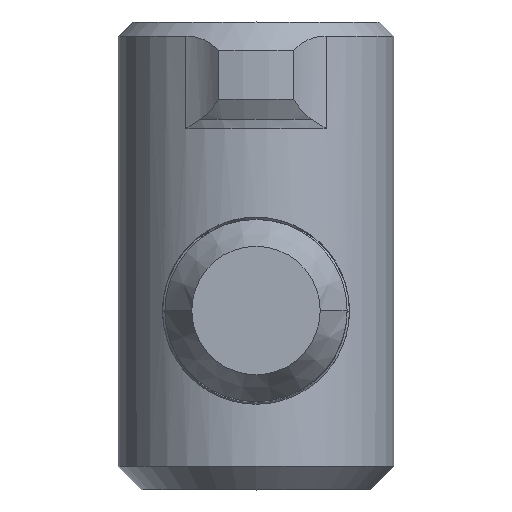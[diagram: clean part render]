
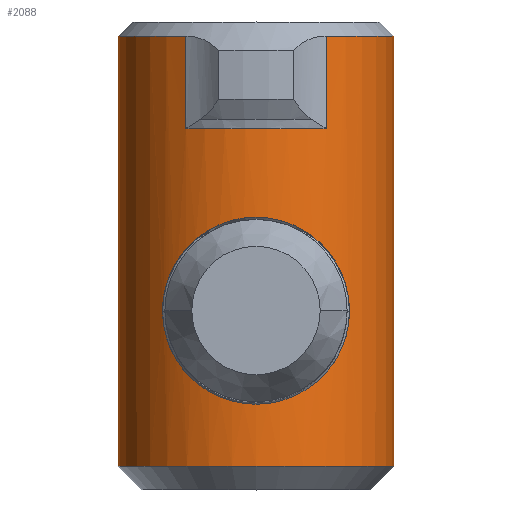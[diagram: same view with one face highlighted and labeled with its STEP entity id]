
A CAD part, top view. The second image highlights one B-rep face of the part: STEP entity #2088.
In plain terms, the highlighted cylindrical face has radius 5.9 mm (diameter 11.8 mm), a partial arc.
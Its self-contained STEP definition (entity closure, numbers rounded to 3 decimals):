
#1145=CARTESIAN_POINT('',(5.9,-6.65,15.));
#1146=VERTEX_POINT('',#1145);
#1147=CARTESIAN_POINT('',(-5.9,-6.65,15.));
#1148=VERTEX_POINT('',#1147);
#1156=CARTESIAN_POINT('',(-5.9,11.75,15.));
#1157=VERTEX_POINT('',#1156);
#1158=CARTESIAN_POINT('',(-5.9,-6.65,15.));
#1159=DIRECTION('',(0.,1.0,0.));
#1160=VECTOR('',#1159,18.4);
#1161=LINE('',#1158,#1160);
#1162=EDGE_CURVE('',#1148,#1157,#1161,.T.);
#1198=CARTESIAN_POINT('',(5.9,11.75,15.));
#1199=VERTEX_POINT('',#1198);
#1207=CARTESIAN_POINT('',(5.9,-6.65,15.));
#1208=DIRECTION('',(0.,1.0,0.));
#1209=VECTOR('',#1208,18.4);
#1210=LINE('',#1207,#1209);
#1211=EDGE_CURVE('',#1146,#1199,#1210,.T.);
#1360=CARTESIAN_POINT('',(0.,4.,20.9));
#1361=VERTEX_POINT('',#1360);
#1368=CARTESIAN_POINT('',(0.,-4.,20.9));
#1369=VERTEX_POINT('',#1368);
#1370=CARTESIAN_POINT('',(0.,-4.,20.9));
#1371=CARTESIAN_POINT('',(-0.274,-4.,20.9));
#1372=CARTESIAN_POINT('',(-0.543,-3.972,20.881));
#1373=CARTESIAN_POINT('',(-1.068,-3.864,20.809));
#1374=CARTESIAN_POINT('',(-1.326,-3.783,20.754));
#1375=CARTESIAN_POINT('',(-1.81,-3.577,20.621));
#1376=CARTESIAN_POINT('',(-2.038,-3.452,20.542));
#1377=CARTESIAN_POINT('',(-2.465,-3.161,20.365));
#1378=CARTESIAN_POINT('',(-2.66,-2.998,20.27));
#1379=CARTESIAN_POINT('',(-3.016,-2.639,20.075));
#1380=CARTESIAN_POINT('',(-3.179,-2.441,19.973));
#1381=CARTESIAN_POINT('',(-3.461,-2.021,19.781));
#1382=CARTESIAN_POINT('',(-3.582,-1.798,19.69));
#1383=CARTESIAN_POINT('',(-3.784,-1.322,19.529));
#1384=CARTESIAN_POINT('',(-3.864,-1.067,19.459));
#1385=CARTESIAN_POINT('',(-3.972,-0.544,19.364));
#1386=CARTESIAN_POINT('',(-4.,-0.272,19.337));
#1387=CARTESIAN_POINT('',(-4.,0.277,19.337));
#1388=CARTESIAN_POINT('',(-3.972,0.545,19.364));
#1389=CARTESIAN_POINT('',(-3.864,1.067,19.459));
#1390=CARTESIAN_POINT('',(-3.784,1.322,19.529));
#1391=CARTESIAN_POINT('',(-3.582,1.799,19.69));
#1392=CARTESIAN_POINT('',(-3.459,2.025,19.783));
#1393=CARTESIAN_POINT('',(-3.174,2.448,19.977));
#1394=CARTESIAN_POINT('',(-3.014,2.642,20.076));
#1395=CARTESIAN_POINT('',(-2.657,3.001,20.272));
#1396=CARTESIAN_POINT('',(-2.458,3.166,20.368));
#1397=CARTESIAN_POINT('',(-2.035,3.453,20.543));
#1398=CARTESIAN_POINT('',(-1.809,3.577,20.621));
#1399=CARTESIAN_POINT('',(-1.326,3.783,20.754));
#1400=CARTESIAN_POINT('',(-1.067,3.864,20.809));
#1401=CARTESIAN_POINT('',(-0.543,3.972,20.881));
#1402=CARTESIAN_POINT('',(-0.275,4.0,20.9));
#1403=CARTESIAN_POINT('',(0.,4.,20.9));
#1404=B_SPLINE_CURVE_WITH_KNOTS('',3,(#1370,#1371,#1372,#1373,#1374,#1375,#1376,#1377,#1378,#1379,#1380,#1381,#1382,#1383,#1384,#1385,#1386,#1387,#1388,#1389,#1390,#1391,#1392,#1393,#1394,#1395,#1396,#1397,#1398,#1399,#1400,#1401,#1402,#1403),.UNSPECIFIED.,.F.,.U.,(4,2,2,2,2,2,2,2,2,2,2,2,2,2,2,2,4),(0.,0.001,0.002,0.002,0.003,0.004,0.005,0.006,0.006,0.007,0.008,0.009,0.01,0.011,0.011,0.012,0.013),.UNSPECIFIED.);
#1405=EDGE_CURVE('',#1369,#1361,#1404,.T.);
#1747=CARTESIAN_POINT('',(3.,7.79,20.08));
#1748=VERTEX_POINT('',#1747);
#1758=CARTESIAN_POINT('',(3.,11.75,20.08));
#1759=VERTEX_POINT('',#1758);
#1760=CARTESIAN_POINT('',(3.,11.75,20.08));
#1761=DIRECTION('',(0.0,-1.0,0.0));
#1762=VECTOR('',#1761,3.96);
#1763=LINE('',#1760,#1762);
#1764=EDGE_CURVE('',#1759,#1748,#1763,.T.);
#1803=CARTESIAN_POINT('',(-3.,7.79,20.08));
#1804=VERTEX_POINT('',#1803);
#1812=CARTESIAN_POINT('',(0.,7.79,15.));
#1813=DIRECTION('',(0.0,-1.0,0.0));
#1814=DIRECTION('',(1.0,0.0,0.0));
#1815=AXIS2_PLACEMENT_3D('',#1812,#1813,#1814);
#1816=CIRCLE('',#1815,5.9);
#1817=EDGE_CURVE('',#1748,#1804,#1816,.T.);
#1829=CARTESIAN_POINT('',(-3.,11.75,20.08));
#1830=VERTEX_POINT('',#1829);
#1831=CARTESIAN_POINT('',(-3.,7.79,20.08));
#1832=DIRECTION('',(0.0,1.0,0.0));
#1833=VECTOR('',#1832,3.96);
#1834=LINE('',#1831,#1833);
#1835=EDGE_CURVE('',#1804,#1830,#1834,.T.);
#1978=CARTESIAN_POINT('',(0.,11.75,15.));
#1979=DIRECTION('',(0.0,-1.0,0.0));
#1980=DIRECTION('',(1.0,0.0,0.0));
#1981=AXIS2_PLACEMENT_3D('',#1978,#1979,#1980);
#1982=CIRCLE('',#1981,5.9);
#1983=EDGE_CURVE('',#1830,#1157,#1982,.T.);
#1988=CARTESIAN_POINT('',(0.,11.75,15.));
#1989=DIRECTION('',(0.0,-1.0,0.0));
#1990=DIRECTION('',(1.0,0.0,0.0));
#1991=AXIS2_PLACEMENT_3D('',#1988,#1989,#1990);
#1992=CIRCLE('',#1991,5.9);
#1993=EDGE_CURVE('',#1199,#1759,#1992,.T.);
#2006=CARTESIAN_POINT('',(0.,-6.65,15.));
#2007=DIRECTION('',(0.0,1.0,0.0));
#2008=DIRECTION('',(1.0,0.0,0.0));
#2009=AXIS2_PLACEMENT_3D('',#2006,#2007,#2008);
#2010=CIRCLE('',#2009,5.9);
#2011=EDGE_CURVE('',#1148,#1146,#2010,.T.);
#2024=CARTESIAN_POINT('',(0.,4.,20.9));
#2025=CARTESIAN_POINT('',(0.275,4.,20.9));
#2026=CARTESIAN_POINT('',(0.543,3.972,20.881));
#2027=CARTESIAN_POINT('',(1.069,3.864,20.808));
#2028=CARTESIAN_POINT('',(1.329,3.782,20.754));
#2029=CARTESIAN_POINT('',(1.812,3.576,20.62));
#2030=CARTESIAN_POINT('',(2.041,3.45,20.541));
#2031=CARTESIAN_POINT('',(2.469,3.158,20.364));
#2032=CARTESIAN_POINT('',(2.664,2.995,20.268));
#2033=CARTESIAN_POINT('',(3.02,2.635,20.072));
#2034=CARTESIAN_POINT('',(3.183,2.436,19.971));
#2035=CARTESIAN_POINT('',(3.465,2.015,19.779));
#2036=CARTESIAN_POINT('',(3.586,1.792,19.687));
#2037=CARTESIAN_POINT('',(3.787,1.314,19.526));
#2038=CARTESIAN_POINT('',(3.867,1.058,19.457));
#2039=CARTESIAN_POINT('',(3.947,0.665,19.386));
#2040=CARTESIAN_POINT('',(3.967,0.532,19.367));
#2041=CARTESIAN_POINT('',(3.994,0.261,19.343));
#2042=CARTESIAN_POINT('',(4.,0.123,19.337));
#2043=CARTESIAN_POINT('',(3.999,-0.288,19.338));
#2044=CARTESIAN_POINT('',(3.97,-0.555,19.365));
#2045=CARTESIAN_POINT('',(3.862,-1.075,19.461));
#2046=CARTESIAN_POINT('',(3.781,-1.33,19.531));
#2047=CARTESIAN_POINT('',(3.579,-1.806,19.693));
#2048=CARTESIAN_POINT('',(3.455,-2.031,19.785));
#2049=CARTESIAN_POINT('',(3.17,-2.453,19.979));
#2050=CARTESIAN_POINT('',(3.01,-2.646,20.079));
#2051=CARTESIAN_POINT('',(2.653,-3.004,20.274));
#2052=CARTESIAN_POINT('',(2.454,-3.169,20.37));
#2053=CARTESIAN_POINT('',(2.032,-3.455,20.544));
#2054=CARTESIAN_POINT('',(1.806,-3.578,20.622));
#2055=CARTESIAN_POINT('',(1.324,-3.784,20.755));
#2056=CARTESIAN_POINT('',(1.065,-3.865,20.809));
#2057=CARTESIAN_POINT('',(0.542,-3.972,20.881));
#2058=CARTESIAN_POINT('',(0.274,-4.,20.9));
#2059=CARTESIAN_POINT('',(0.,-4.,20.9));
#2060=B_SPLINE_CURVE_WITH_KNOTS('',3,(#2024,#2025,#2026,#2027,#2028,#2029,#2030,#2031,#2032,#2033,#2034,#2035,#2036,#2037,#2038,#2039,#2040,#2041,#2042,#2043,#2044,#2045,#2046,#2047,#2048,#2049,#2050,#2051,#2052,#2053,#2054,#2055,#2056,#2057,#2058,#2059),.UNSPECIFIED.,.F.,.U.,(4,2,2,2,2,2,2,2,2,2,2,2,2,2,2,2,2,4),(0.013,0.014,0.015,0.015,0.016,0.017,0.018,0.019,0.019,0.019,0.02,0.021,0.022,0.023,0.023,0.024,0.025,0.026),.UNSPECIFIED.);
#2061=EDGE_CURVE('',#1361,#1369,#2060,.T.);
#2069=CARTESIAN_POINT('',(0.,-7.65,15.));
#2070=DIRECTION('',(0.0,1.0,0.));
#2071=DIRECTION('',(1.0,0.0,0.0));
#2072=AXIS2_PLACEMENT_3D('',#2069,#2070,#2071);
#2073=CYLINDRICAL_SURFACE('',#2072,5.9);
#2074=ORIENTED_EDGE('',*,*,#1162,.F.);
#2075=ORIENTED_EDGE('',*,*,#2011,.T.);
#2076=ORIENTED_EDGE('',*,*,#1211,.T.);
#2077=ORIENTED_EDGE('',*,*,#1993,.T.);
#2078=ORIENTED_EDGE('',*,*,#1764,.T.);
#2079=ORIENTED_EDGE('',*,*,#1817,.T.);
#2080=ORIENTED_EDGE('',*,*,#1835,.T.);
#2081=ORIENTED_EDGE('',*,*,#1983,.T.);
#2082=EDGE_LOOP('',(#2074,#2075,#2076,#2077,#2078,#2079,#2080,#2081));
#2083=FACE_OUTER_BOUND('',#2082,.T.);
#2084=ORIENTED_EDGE('',*,*,#1405,.T.);
#2085=ORIENTED_EDGE('',*,*,#2061,.T.);
#2086=EDGE_LOOP('',(#2084,#2085));
#2087=FACE_BOUND('',#2086,.T.);
#2088=ADVANCED_FACE('',(#2083,#2087),#2073,.T.);
